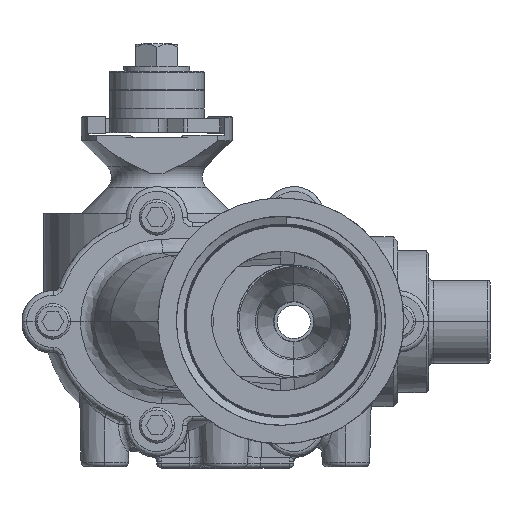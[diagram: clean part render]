
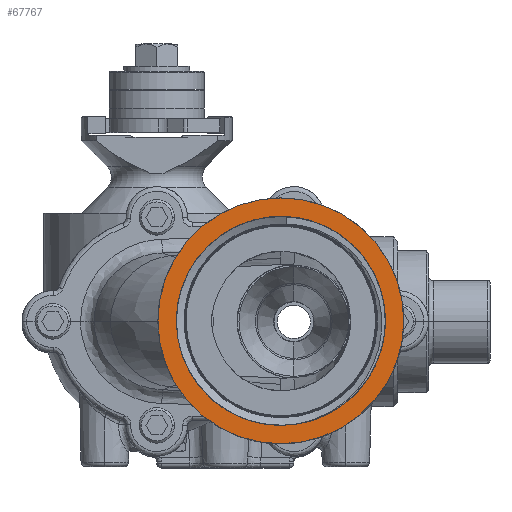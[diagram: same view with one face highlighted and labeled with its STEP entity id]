
A CAD part, top view. The second image highlights one B-rep face of the part: STEP entity #67767.
In plain terms, the highlighted planar face has unit normal (0, 0, 1).
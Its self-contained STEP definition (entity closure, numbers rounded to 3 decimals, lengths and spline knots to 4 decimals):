
#59287=CARTESIAN_POINT('',(1.6405,0.,8.913));
#59288=DIRECTION('',(0.,0.,-1.));
#59289=DIRECTION('',(0.058,0.998,0.));
#59290=AXIS2_PLACEMENT_3D('',#59287,#59288,#59289);
#60106=CARTESIAN_POINT('',(1.6405,0.,8.913));
#60107=DIRECTION('',(0.,0.,1.));
#60108=DIRECTION('',(0.058,0.998,0.));
#60109=AXIS2_PLACEMENT_3D('',#60106,#60107,#60108);
#60111=CARTESIAN_POINT('',(1.6405,0.,8.913));
#60112=DIRECTION('',(0.,0.,1.));
#60113=DIRECTION('',(1.,0.,0.));
#60114=AXIS2_PLACEMENT_3D('',#60111,#60112,#60113);
#60146=CARTESIAN_POINT('',(1.6405,0.,8.913));
#60147=DIRECTION('',(0.,0.,1.));
#60148=DIRECTION('',(-1.,0.,0.));
#60149=AXIS2_PLACEMENT_3D('',#60146,#60147,#60148);
#62811=CARTESIAN_POINT('',(1.7201,1.3802,8.913));
#62812=CARTESIAN_POINT('',(0.258,0.,8.913));
#62813=VERTEX_POINT('',#62811);
#62814=VERTEX_POINT('',#62812);
#63018=CARTESIAN_POINT('',(3.2655,0.,8.913));
#63019=CARTESIAN_POINT('',(0.0155,0.,8.913));
#63020=VERTEX_POINT('',#63018);
#63021=VERTEX_POINT('',#63019);
#67752=CARTESIAN_POINT('',(1.6405,0.,8.913));
#67753=DIRECTION('',(0.,0.,1.));
#67754=DIRECTION('',(1.,0.,0.));
#67755=AXIS2_PLACEMENT_3D('',#67752,#67753,#67754);
#67756=PLANE('',#67755);
#67758=ORIENTED_EDGE('',*,*,#67757,.F.);
#67760=ORIENTED_EDGE('',*,*,#67759,.F.);
#67761=EDGE_LOOP('',(#67758,#67760));
#67762=FACE_OUTER_BOUND('',#67761,.F.);
#67763=ORIENTED_EDGE('',*,*,#65039,.F.);
#67764=ORIENTED_EDGE('',*,*,#64351,.T.);
#67765=EDGE_LOOP('',(#67763,#67764));
#67766=FACE_BOUND('',#67765,.F.);
#67767=ADVANCED_FACE('',(#67762,#67766),#67756,.T.);
#59291=CIRCLE('',#59290,1.3825);
#60110=CIRCLE('',#60109,1.3825);
#60115=CIRCLE('',#60114,1.625);
#60150=CIRCLE('',#60149,1.625);
#64351=EDGE_CURVE('',#62813,#62814,#60110,.T.);
#65039=EDGE_CURVE('',#62813,#62814,#59291,.T.);
#67757=EDGE_CURVE('',#63020,#63021,#60115,.T.);
#67759=EDGE_CURVE('',#63021,#63020,#60150,.T.);
